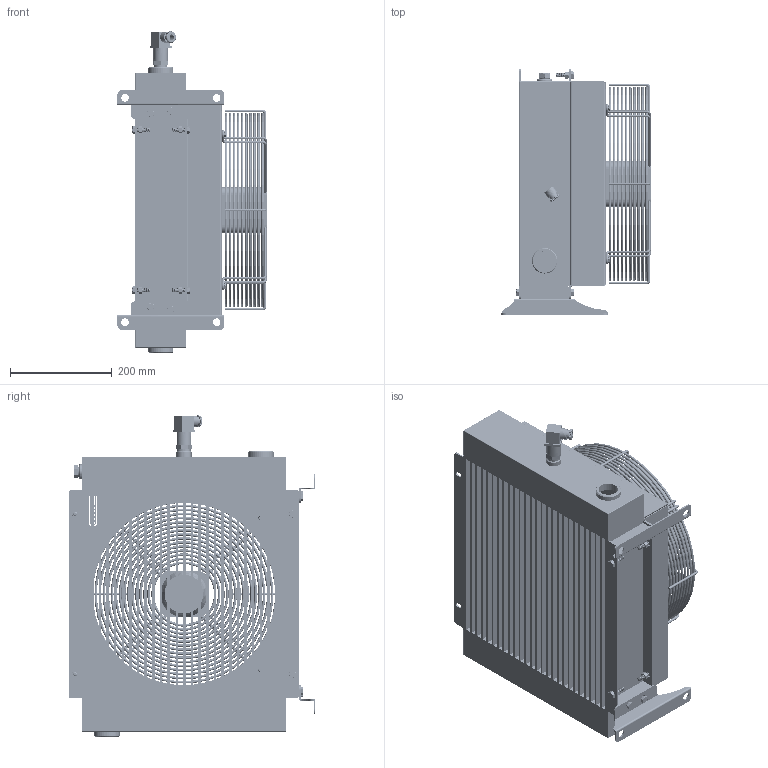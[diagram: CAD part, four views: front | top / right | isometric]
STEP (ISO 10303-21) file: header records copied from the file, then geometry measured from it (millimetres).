
FILE_DESCRIPTION (( 'STEP AP203' ), '1' );
FILE_NAME ('UMB-A19Y- 220V.STEP', '2023-03-19T11:39:08', ( 'mc' ), ( '' ), 'SwSTEP 2.0', 'SolidWorks 2012', '' );
FILE_SCHEMA (( 'CONFIG_CONTROL_DESIGN' ));
Products named in the file (19): UMB-A19Y- 220V; AynalamaUMB-A19Y AYAK; 100GOVDE AYAK; UMB-A18Y AYAK SABITLEME; M6 CIVATA; M8 SOMUN; M8 CIVATA; SF-350 METAL FAN; FAN SF-350-DAVLUMBAZI; UKRA A19 COOLER; 3-CCV-02-60BN BYPASS VALVE; THERMOSTAT; 5.THERMOSTAT; 5.INLET&OUTLET; 5.BY-PASS M.; 5.B.TANK; 5.T.TANK; 5.FRAME; 5.CORE
Assembly tree (40 placements, depth 3):
  UMB-A19Y- 220V
    UKRA A19 COOLER
      5.CORE
      5.FRAME  x4
      5.T.TANK
      5.B.TANK
      5.BY-PASS M.
      5.INLET&OUTLET  x2
      5.THERMOSTAT
      THERMOSTAT
      3-CCV-02-60BN BYPASS VALVE
    FAN SF-350-DAVLUMBAZI
    SF-350 METAL FAN
    M8 CIVATA  x10
    M8 SOMUN  x6
    M6 CIVATA  x4
    UMB-A18Y AYAK SABITLEME  x2
    100GOVDE AYAK
    AynalamaUMB-A19Y AYAK
Bounding box: 293 x 483.73 x 630.98 mm (x, y, z)
Volume: 9498127.2 mm3; surface area: 3978426.5 mm2
Topology: 75 solids, 75 shells, 3952 faces, 10216 edges, 6425 vertices
Faces by surface type: bspline 1422, plane 1064, cylinder 994, cone 302, torus 162, sphere 8
Entity records: 63033 total; most frequent: CARTESIAN_POINT 28716, ORIENTED_EDGE 6908, DIRECTION 6035, EDGE_CURVE 3454, AXIS2_PLACEMENT_3D 2194, VERTEX_POINT 2167, LINE 1647, VECTOR 1647
